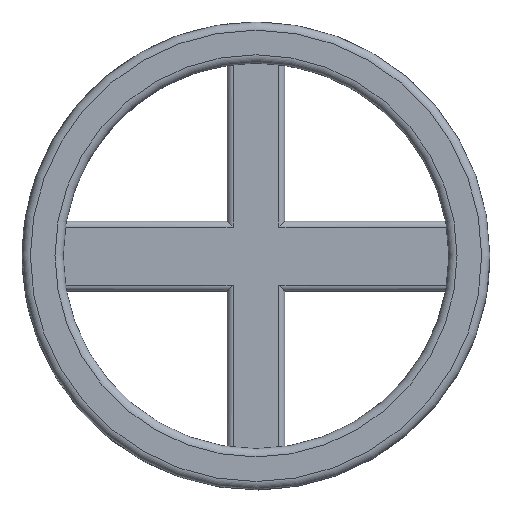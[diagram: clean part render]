
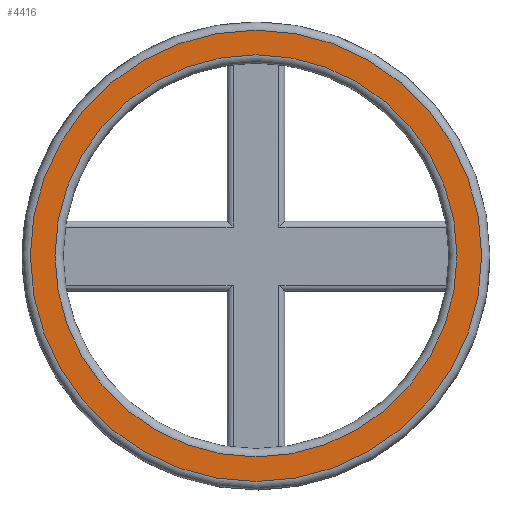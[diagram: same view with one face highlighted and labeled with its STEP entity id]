
A CAD part, top view. The second image highlights one B-rep face of the part: STEP entity #4416.
In plain terms, the highlighted planar face has unit normal (0, 0, 1).
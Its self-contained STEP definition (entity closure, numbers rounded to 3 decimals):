
#1427 = TOROIDAL_SURFACE('',#1428,24.5,1.);
#1428 = AXIS2_PLACEMENT_3D('',#1429,#1430,#1431);
#1429 = CARTESIAN_POINT('',(0.,0.,21.));
#1430 = DIRECTION('',(0.,0.,1.));
#1431 = DIRECTION('',(1.,0.,0.));
#3180 = VERTEX_POINT('',#3181);
#3181 = CARTESIAN_POINT('',(24.5,0.,22.));
#3201 = EDGE_CURVE('',#3180,#3180,#3202,.T.);
#3202 = SURFACE_CURVE('',#3203,(#3208,#3215),.PCURVE_S1.);
#3203 = CIRCLE('',#3204,24.5);
#3204 = AXIS2_PLACEMENT_3D('',#3205,#3206,#3207);
#3205 = CARTESIAN_POINT('',(0.,0.,22.));
#3206 = DIRECTION('',(0.,0.,1.));
#3207 = DIRECTION('',(1.,0.,0.));
#3208 = PCURVE('',#1427,#3209);
#3209 = DEFINITIONAL_REPRESENTATION('',(#3210),#3214);
#3210 = LINE('',#3211,#3212);
#3211 = CARTESIAN_POINT('',(0.,1.571));
#3212 = VECTOR('',#3213,1.);
#3213 = DIRECTION('',(1.,0.));
#3214 = ( GEOMETRIC_REPRESENTATION_CONTEXT(2) 
PARAMETRIC_REPRESENTATION_CONTEXT() REPRESENTATION_CONTEXT('2D SPACE',''
  ) );
#3215 = PCURVE('',#3216,#3221);
#3216 = PLANE('',#3217);
#3217 = AXIS2_PLACEMENT_3D('',#3218,#3219,#3220);
#3218 = CARTESIAN_POINT('',(0.,0.,22.));
#3219 = DIRECTION('',(0.,0.,1.));
#3220 = DIRECTION('',(1.,0.,-0.));
#3221 = DEFINITIONAL_REPRESENTATION('',(#3222),#3226);
#3222 = CIRCLE('',#3223,24.5);
#3223 = AXIS2_PLACEMENT_2D('',#3224,#3225);
#3224 = CARTESIAN_POINT('',(0.,0.));
#3225 = DIRECTION('',(1.,0.));
#3226 = ( GEOMETRIC_REPRESENTATION_CONTEXT(2) 
PARAMETRIC_REPRESENTATION_CONTEXT() REPRESENTATION_CONTEXT('2D SPACE',''
  ) );
#4416 = ADVANCED_FACE('',(#4417,#4448),#3216,.T.);
#4417 = FACE_BOUND('',#4418,.T.);
#4418 = EDGE_LOOP('',(#4419));
#4419 = ORIENTED_EDGE('',*,*,#4420,.T.);
#4420 = EDGE_CURVE('',#4421,#4421,#4423,.T.);
#4421 = VERTEX_POINT('',#4422);
#4422 = CARTESIAN_POINT('',(27.5,0.,22.));
#4423 = SURFACE_CURVE('',#4424,(#4429,#4436),.PCURVE_S1.);
#4424 = CIRCLE('',#4425,27.5);
#4425 = AXIS2_PLACEMENT_3D('',#4426,#4427,#4428);
#4426 = CARTESIAN_POINT('',(0.,0.,22.));
#4427 = DIRECTION('',(0.,0.,1.));
#4428 = DIRECTION('',(1.,0.,-0.));
#4429 = PCURVE('',#3216,#4430);
#4430 = DEFINITIONAL_REPRESENTATION('',(#4431),#4435);
#4431 = CIRCLE('',#4432,27.5);
#4432 = AXIS2_PLACEMENT_2D('',#4433,#4434);
#4433 = CARTESIAN_POINT('',(0.,0.));
#4434 = DIRECTION('',(1.,0.));
#4435 = ( GEOMETRIC_REPRESENTATION_CONTEXT(2) 
PARAMETRIC_REPRESENTATION_CONTEXT() REPRESENTATION_CONTEXT('2D SPACE',''
  ) );
#4436 = PCURVE('',#4437,#4442);
#4437 = TOROIDAL_SURFACE('',#4438,27.5,1.);
#4438 = AXIS2_PLACEMENT_3D('',#4439,#4440,#4441);
#4439 = CARTESIAN_POINT('',(0.,0.,21.));
#4440 = DIRECTION('',(0.,0.,1.));
#4441 = DIRECTION('',(1.,0.,-0.));
#4442 = DEFINITIONAL_REPRESENTATION('',(#4443),#4447);
#4443 = LINE('',#4444,#4445);
#4444 = CARTESIAN_POINT('',(0.,1.571));
#4445 = VECTOR('',#4446,1.);
#4446 = DIRECTION('',(1.,0.));
#4447 = ( GEOMETRIC_REPRESENTATION_CONTEXT(2) 
PARAMETRIC_REPRESENTATION_CONTEXT() REPRESENTATION_CONTEXT('2D SPACE',''
  ) );
#4448 = FACE_BOUND('',#4449,.T.);
#4449 = EDGE_LOOP('',(#4450));
#4450 = ORIENTED_EDGE('',*,*,#3201,.F.);
